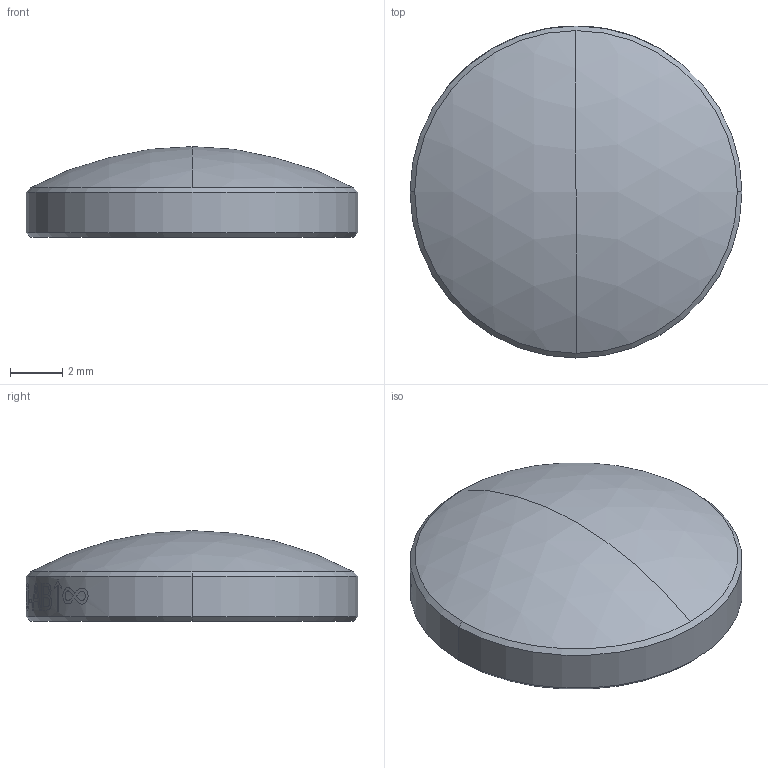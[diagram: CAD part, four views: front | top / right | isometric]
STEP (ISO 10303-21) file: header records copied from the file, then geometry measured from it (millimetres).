
FILE_DESCRIPTION (( 'STEP AP203' ), '1' );
FILE_NAME ('TTN195795-E0W.STEP', '2020-03-05T14:36:33', ( '' ), ( '' ), 'SwSTEP 2.0', 'SolidWorks 2018', '' );
FILE_SCHEMA (( 'CONFIG_CONTROL_DESIGN' ));
Length unit declared in the file: millimetre
Products named in the file (1): TTN195795-E0W
Bounding box: 12.7 x 12.7 x 3.47 mm (x, y, z)
Volume: 335 mm3; surface area: 328.3 mm2
Topology: 1 solids, 1 shells, 28 faces, 184 edges, 177 vertices
Faces by surface type: cylinder 21, cone 4, sphere 2, plane 1
Entity records: 2776 total; most frequent: CARTESIAN_POINT 1384, ORIENTED_EDGE 368, EDGE_CURVE 184, VERTEX_POINT 177, DIRECTION 158, B_SPLINE_CURVE_WITH_KNOTS 123, AXIS2_PLACEMENT_3D 68, EDGE_LOOP 47
